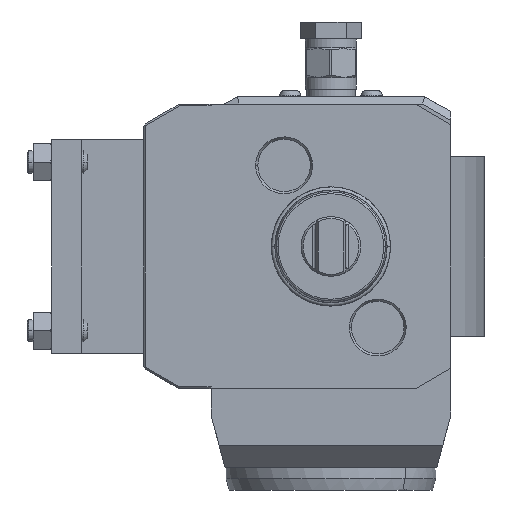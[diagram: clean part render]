
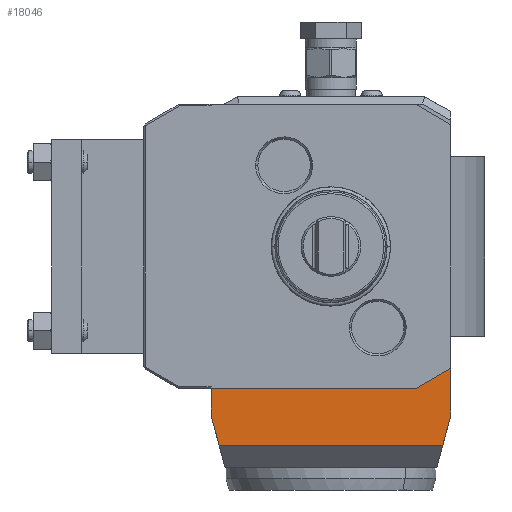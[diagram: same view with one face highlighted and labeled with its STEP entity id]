
A CAD part, front view. The second image highlights one B-rep face of the part: STEP entity #18046.
In plain terms, the highlighted planar face has unit normal (0, -1, 0).
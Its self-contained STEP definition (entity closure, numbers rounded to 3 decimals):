
#3034=DIRECTION('',(0.,0.,1.));
#3035=VECTOR('',#3034,7.);
#3036=CARTESIAN_POINT('',(-32.,-70.,-45.));
#3037=LINE('',#3036,#3035);
#5982=DIRECTION('',(0.259,0.,-0.966));
#5983=VECTOR('',#5982,8.282);
#5984=CARTESIAN_POINT('',(-32.,-70.,-45.));
#5985=LINE('',#5984,#5983);
#6000=DIRECTION('',(0.,0.,-1.));
#6001=VECTOR('',#6000,12.485);
#6002=CARTESIAN_POINT('',(32.,-70.,-32.515));
#6003=LINE('',#6002,#6001);
#6004=DIRECTION('',(-1.,0.,0.));
#6005=VECTOR('',#6004,59.713);
#6006=CARTESIAN_POINT('',(29.856,-70.,-53.));
#6007=LINE('',#6006,#6005);
#6008=DIRECTION('',(1.,0.,0.));
#6009=VECTOR('',#6008,54.5);
#6010=CARTESIAN_POINT('',(-32.,-70.,-38.));
#6011=LINE('',#6010,#6009);
#6016=DIRECTION('',(-0.866,0.,-0.5));
#6017=VECTOR('',#6016,10.97);
#6018=CARTESIAN_POINT('',(32.,-70.,-32.515));
#6019=LINE('',#6018,#6017);
#6020=DIRECTION('',(-0.259,0.,-0.966));
#6021=VECTOR('',#6020,8.282);
#6022=CARTESIAN_POINT('',(32.,-70.,-45.));
#6023=LINE('',#6022,#6021);
#13139=CARTESIAN_POINT('',(-32.,-70.,-45.));
#13140=CARTESIAN_POINT('',(-29.856,-70.,-53.));
#13141=VERTEX_POINT('',#13139);
#13142=VERTEX_POINT('',#13140);
#13143=CARTESIAN_POINT('',(32.,-70.,-45.));
#13144=CARTESIAN_POINT('',(29.856,-70.,-53.));
#13145=VERTEX_POINT('',#13143);
#13146=VERTEX_POINT('',#13144);
#13151=CARTESIAN_POINT('',(32.,-70.,-32.515));
#13152=VERTEX_POINT('',#13151);
#13320=CARTESIAN_POINT('',(-32.,-70.,-38.));
#13321=VERTEX_POINT('',#13320);
#13336=CARTESIAN_POINT('',(22.5,-70.,-38.));
#13337=VERTEX_POINT('',#13336);
#18029=CARTESIAN_POINT('',(32.,-70.,-59.));
#18030=DIRECTION('',(0.,1.,0.));
#18031=DIRECTION('',(0.,0.,1.));
#18032=AXIS2_PLACEMENT_3D('',#18029,#18030,#18031);
#18033=PLANE('',#18032);
#18035=ORIENTED_EDGE('',*,*,#18034,.F.);
#18036=ORIENTED_EDGE('',*,*,#16080,.T.);
#18038=ORIENTED_EDGE('',*,*,#18037,.T.);
#18040=ORIENTED_EDGE('',*,*,#18039,.T.);
#18041=ORIENTED_EDGE('',*,*,#18019,.F.);
#18042=ORIENTED_EDGE('',*,*,#15718,.T.);
#18043=ORIENTED_EDGE('',*,*,#15764,.T.);
#18044=EDGE_LOOP('',(#18035,#18036,#18038,#18040,#18041,#18042,#18043));
#18045=FACE_OUTER_BOUND('',#18044,.F.);
#15718=EDGE_CURVE('',#13141,#13321,#3037,.T.);
#15764=EDGE_CURVE('',#13321,#13337,#6011,.T.);
#16080=EDGE_CURVE('',#13152,#13145,#6003,.T.);
#18019=EDGE_CURVE('',#13141,#13142,#5985,.T.);
#18034=EDGE_CURVE('',#13152,#13337,#6019,.T.);
#18037=EDGE_CURVE('',#13145,#13146,#6023,.T.);
#18039=EDGE_CURVE('',#13146,#13142,#6007,.T.);
#18046=ADVANCED_FACE('',(#18045),#18033,.F.);
